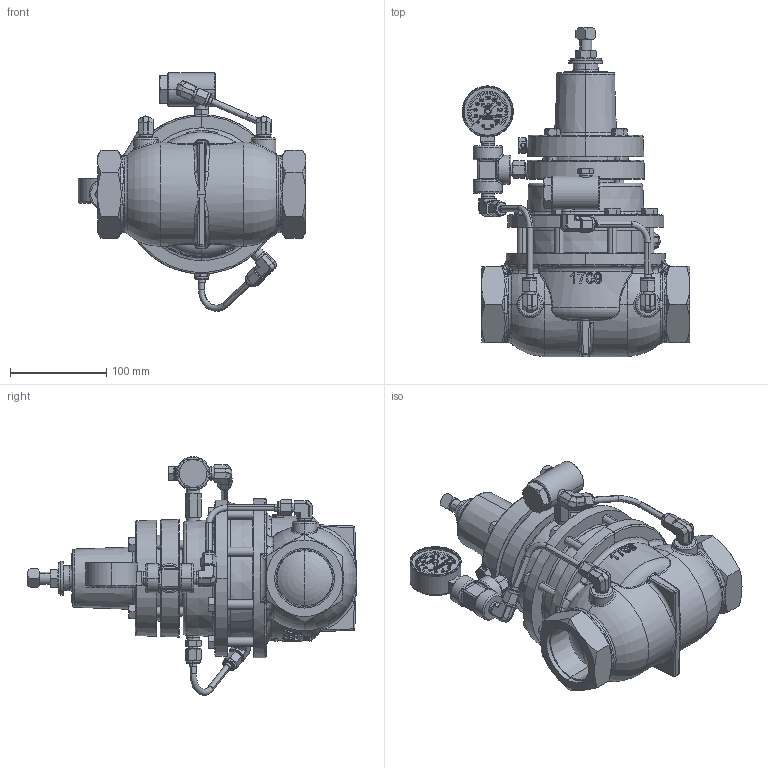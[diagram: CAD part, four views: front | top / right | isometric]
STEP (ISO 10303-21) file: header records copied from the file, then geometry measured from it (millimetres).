
FILE_DESCRIPTION (( 'STEP AP203' ), '1' );
FILE_NAME ('2 INCH 230 SGT PR NV D (AKMD).STEP', '2017-07-10T14:43:00', ( '' ), ( '' ), 'SwSTEP 2.0', 'SolidWorks 2016', '' );
FILE_SCHEMA (( 'CONFIG_CONTROL_DESIGN' ));
Length unit declared in the file: inch
Products named in the file (1): 2 INCH 230 SGT PR NV D (AKMD)
Bounding box: 235.99 x 341.27 x 247.54 mm (x, y, z)
Volume: 3780464 mm3; surface area: 280481 mm2
Topology: 1 solids, 1 shells, 3344 faces, 8529 edges, 5383 vertices
Faces by surface type: plane 1439, bspline 909, cylinder 551, cone 294, torus 127, sphere 24
Entity records: 153093 total; most frequent: CARTESIAN_POINT 79429, ORIENTED_EDGE 16916, DIRECTION 12625, EDGE_CURVE 8458, VERTEX_POINT 5383, AXIS2_PLACEMENT_3D 4353, VECTOR 3919, LINE 3919
